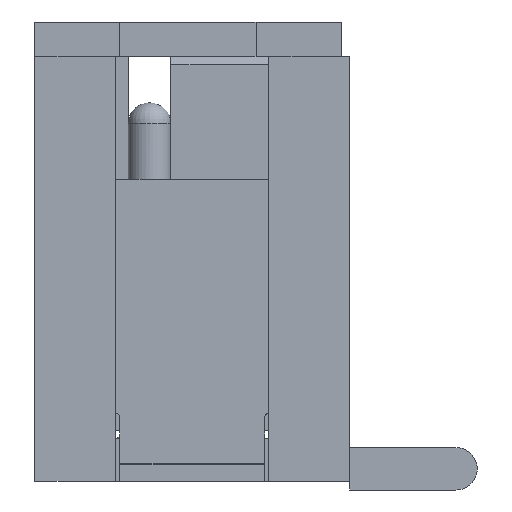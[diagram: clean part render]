
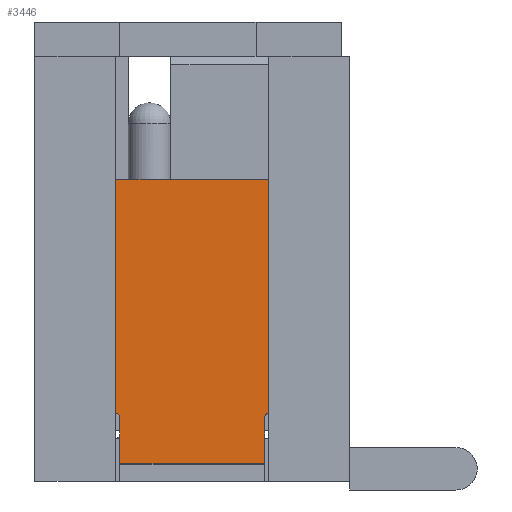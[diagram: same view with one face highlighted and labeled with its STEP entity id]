
A CAD part, left-side view. The second image highlights one B-rep face of the part: STEP entity #3446.
In plain terms, the highlighted face is planar.
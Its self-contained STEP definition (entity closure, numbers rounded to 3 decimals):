
#136=CIRCLE('',#3708,0.05);
#142=CIRCLE('',#3717,0.05);
#1066=ORIENTED_EDGE('',*,*,#1530,.F.);
#1067=ORIENTED_EDGE('',*,*,#1564,.F.);
#1068=ORIENTED_EDGE('',*,*,#1561,.F.);
#1069=ORIENTED_EDGE('',*,*,#1553,.F.);
#1070=ORIENTED_EDGE('',*,*,#1567,.F.);
#1071=ORIENTED_EDGE('',*,*,#1546,.F.);
#1072=ORIENTED_EDGE('',*,*,#1543,.F.);
#1073=ORIENTED_EDGE('',*,*,#1540,.F.);
#1074=ORIENTED_EDGE('',*,*,#1537,.F.);
#1075=ORIENTED_EDGE('',*,*,#1534,.F.);
#1530=EDGE_CURVE('',#1858,#1859,#2274,.T.);
#1534=EDGE_CURVE('',#1859,#1862,#2278,.T.);
#1537=EDGE_CURVE('',#1862,#1864,#2281,.T.);
#1540=EDGE_CURVE('',#1864,#1866,#2284,.T.);
#1543=EDGE_CURVE('',#1866,#1868,#136,.T.);
#1546=EDGE_CURVE('',#1868,#1870,#2288,.T.);
#1553=EDGE_CURVE('',#1876,#1877,#2293,.T.);
#1561=EDGE_CURVE('',#1877,#1884,#142,.T.);
#1564=EDGE_CURVE('',#1884,#1858,#2300,.T.);
#1567=EDGE_CURVE('',#1870,#1876,#2303,.T.);
#1858=VERTEX_POINT('',#5580);
#1859=VERTEX_POINT('',#5581);
#1862=VERTEX_POINT('',#5589);
#1864=VERTEX_POINT('',#5595);
#1866=VERTEX_POINT('',#5601);
#1868=VERTEX_POINT('',#5607);
#1870=VERTEX_POINT('',#5613);
#1876=VERTEX_POINT('',#5627);
#1877=VERTEX_POINT('',#5628);
#1884=VERTEX_POINT('',#5644);
#2274=LINE('',#5579,#2696);
#2278=LINE('',#5588,#2700);
#2281=LINE('',#5594,#2703);
#2284=LINE('',#5600,#2706);
#2288=LINE('',#5612,#2710);
#2293=LINE('',#5626,#2715);
#2300=LINE('',#5649,#2722);
#2303=LINE('',#5654,#2725);
#2696=VECTOR('',#4529,1000.);
#2700=VECTOR('',#4535,1000.);
#2703=VECTOR('',#4540,1000.);
#2706=VECTOR('',#4545,1000.);
#2710=VECTOR('',#4557,1000.);
#2715=VECTOR('',#4568,1000.);
#2722=VECTOR('',#4587,1000.);
#2725=VECTOR('',#4594,1000.);
#2922=EDGE_LOOP('',(#1066,#1067,#1068,#1069,#1070,#1071,#1072,#1073,#1074,
#1075));
#3120=FACE_BOUND('',#2922,.T.);
#3271=PLANE('',#3721);
#3446=ADVANCED_FACE('',(#3120),#3271,.T.);
#3708=AXIS2_PLACEMENT_3D('',#5606,#4550,#4551);
#3717=AXIS2_PLACEMENT_3D('',#5643,#4580,#4581);
#3721=AXIS2_PLACEMENT_3D('',#5653,#4592,#4593);
#4529=DIRECTION('',(0.,0.,1.));
#4535=DIRECTION('',(0.,1.,0.));
#4540=DIRECTION('',(0.,0.,-1.));
#4545=DIRECTION('',(0.,-1.,0.));
#4550=DIRECTION('',(1.,0.,0.));
#4551=DIRECTION('',(0.,1.,0.));
#4557=DIRECTION('',(0.,0.,-1.));
#4568=DIRECTION('',(0.,0.,1.));
#4580=DIRECTION('',(1.,0.,0.));
#4581=DIRECTION('',(0.,1.,0.));
#4587=DIRECTION('',(0.,-1.,0.));
#4592=DIRECTION('',(1.,0.,0.));
#4593=DIRECTION('',(0.,0.,-1.));
#4594=DIRECTION('',(0.,-1.,0.));
#5579=CARTESIAN_POINT('',(0.,-1.25,-1.375));
#5580=CARTESIAN_POINT('',(0.,-1.25,-1.375));
#5581=CARTESIAN_POINT('',(0.,-1.25,1.375));
#5588=CARTESIAN_POINT('',(0.,-1.25,1.375));
#5589=CARTESIAN_POINT('',(0.,1.25,1.375));
#5594=CARTESIAN_POINT('',(0.,1.25,1.375));
#5595=CARTESIAN_POINT('',(0.,1.25,-1.375));
#5600=CARTESIAN_POINT('',(0.,1.25,-1.375));
#5601=CARTESIAN_POINT('',(0.,0.9,-1.375));
#5606=CARTESIAN_POINT('',(0.,0.9,-1.425));
#5607=CARTESIAN_POINT('',(0.,0.85,-1.425));
#5612=CARTESIAN_POINT('',(0.,0.85,-1.425));
#5613=CARTESIAN_POINT('',(0.,0.85,-1.965));
#5626=CARTESIAN_POINT('',(0.,-0.85,-1.965));
#5627=CARTESIAN_POINT('',(0.,-0.85,-1.965));
#5628=CARTESIAN_POINT('',(0.,-0.85,-1.425));
#5643=CARTESIAN_POINT('',(0.,-0.9,-1.425));
#5644=CARTESIAN_POINT('',(0.,-0.9,-1.375));
#5649=CARTESIAN_POINT('',(0.,-0.9,-1.375));
#5653=CARTESIAN_POINT('',(0.,0.9,-1.425));
#5654=CARTESIAN_POINT('',(0.,0.85,-1.965));
